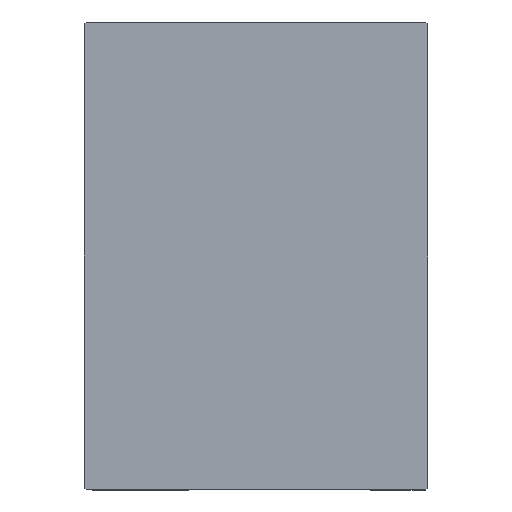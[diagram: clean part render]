
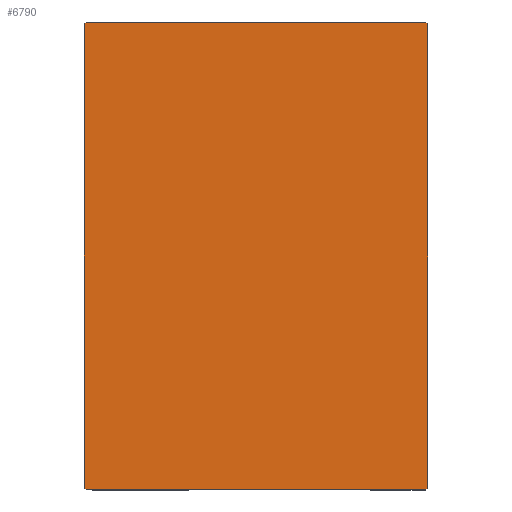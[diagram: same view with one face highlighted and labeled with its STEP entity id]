
A CAD part, left-side view. The second image highlights one B-rep face of the part: STEP entity #6790.
In plain terms, the highlighted face is planar.
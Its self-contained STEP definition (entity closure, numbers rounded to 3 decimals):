
#1485 = VECTOR ( 'NONE', #5135, 1000. ) ;
#1609 = CARTESIAN_POINT ( 'NONE',  ( 105., -27.2, -37.5 ) ) ;
#2181 = VERTEX_POINT ( 'NONE', #20481 ) ;
#2888 = DIRECTION ( 'NONE',  ( 0., -0.707, 0.707 ) ) ;
#3347 = EDGE_CURVE ( 'NONE', #2181, #38150, #26918, .T. ) ;
#3427 = LINE ( 'NONE', #42424, #15208 ) ;
#4521 = DIRECTION ( 'NONE',  ( 0., 1., 0. ) ) ;
#4913 = LINE ( 'NONE', #18410, #21498 ) ;
#5135 = DIRECTION ( 'NONE',  ( 0., -1., 0. ) ) ;
#6081 = ORIENTED_EDGE ( 'NONE', *, *, #32148, .T. ) ;
#6581 = LINE ( 'NONE', #39892, #28453 ) ;
#6790 = ADVANCED_FACE ( 'NONE', ( #7589 ), #20861, .T. ) ;
#7491 = ORIENTED_EDGE ( 'NONE', *, *, #23420, .T. ) ;
#7589 = FACE_OUTER_BOUND ( 'NONE', #23449, .T. ) ;
#8686 = CARTESIAN_POINT ( 'NONE',  ( 105., 27.5, 37.2 ) ) ;
#9710 = CARTESIAN_POINT ( 'NONE',  ( 105., -27.5, -37.2 ) ) ;
#9952 = DIRECTION ( 'NONE',  ( 0., 0.707, 0.707 ) ) ;
#10486 = VERTEX_POINT ( 'NONE', #1609 ) ;
#10629 = AXIS2_PLACEMENT_3D ( 'NONE', #30270, #17599, #17173 ) ;
#11142 = VECTOR ( 'NONE', #42079, 1000. ) ;
#11356 = VERTEX_POINT ( 'NONE', #27246 ) ;
#13807 = VERTEX_POINT ( 'NONE', #40693 ) ;
#15208 = VECTOR ( 'NONE', #9952, 1000. ) ;
#16528 = ORIENTED_EDGE ( 'NONE', *, *, #3347, .T. ) ;
#17173 = DIRECTION ( 'NONE',  ( 0., 0., -1. ) ) ;
#17333 = CARTESIAN_POINT ( 'NONE',  ( 105., 27.5, -37.5 ) ) ;
#17599 = DIRECTION ( 'NONE',  ( 1., 0., 0. ) ) ;
#18410 = CARTESIAN_POINT ( 'NONE',  ( 105., -32.35, 32.35 ) ) ;
#18774 = CARTESIAN_POINT ( 'NONE',  ( 105., -27.5, 37.5 ) ) ;
#20120 = CARTESIAN_POINT ( 'NONE',  ( 105., -27.2, 37.5 ) ) ;
#20312 = ORIENTED_EDGE ( 'NONE', *, *, #35188, .T. ) ;
#20481 = CARTESIAN_POINT ( 'NONE',  ( 105., 27.5, -37.2 ) ) ;
#20838 = VECTOR ( 'NONE', #23883, 1000. ) ;
#20861 = PLANE ( 'NONE',  #10629 ) ;
#21493 = CARTESIAN_POINT ( 'NONE',  ( 105., -27.5, -37.5 ) ) ;
#21498 = VECTOR ( 'NONE', #31934, 1000. ) ;
#21706 = VECTOR ( 'NONE', #33911, 1000. ) ;
#23357 = ORIENTED_EDGE ( 'NONE', *, *, #31585, .T. ) ;
#23420 = EDGE_CURVE ( 'NONE', #24799, #2181, #3427, .T. ) ;
#23449 = EDGE_LOOP ( 'NONE', ( #6081, #7491, #16528, #35163, #20312, #42005, #23357, #35970 ) ) ;
#23664 = CARTESIAN_POINT ( 'NONE',  ( 105., -32.35, -32.35 ) ) ;
#23785 = EDGE_CURVE ( 'NONE', #38150, #13807, #6581, .T. ) ;
#23883 = DIRECTION ( 'NONE',  ( 0., 0.707, -0.707 ) ) ;
#24415 = VERTEX_POINT ( 'NONE', #20120 ) ;
#24799 = VERTEX_POINT ( 'NONE', #35112 ) ;
#25151 = CARTESIAN_POINT ( 'NONE',  ( 105., 27.5, 37.5 ) ) ;
#26480 = EDGE_CURVE ( 'NONE', #27484, #10486, #40859, .T. ) ;
#26918 = LINE ( 'NONE', #17333, #21706 ) ;
#27246 = CARTESIAN_POINT ( 'NONE',  ( 105., -27.5, 37.2 ) ) ;
#27379 = LINE ( 'NONE', #21493, #29229 ) ;
#27484 = VERTEX_POINT ( 'NONE', #9710 ) ;
#28453 = VECTOR ( 'NONE', #2888, 1000. ) ;
#29007 = EDGE_CURVE ( 'NONE', #24415, #11356, #4913, .T. ) ;
#29229 = VECTOR ( 'NONE', #4521, 1000. ) ;
#30270 = CARTESIAN_POINT ( 'NONE',  ( 105., 0., 0. ) ) ;
#31585 = EDGE_CURVE ( 'NONE', #11356, #27484, #38823, .T. ) ;
#31934 = DIRECTION ( 'NONE',  ( 0., -0.707, -0.707 ) ) ;
#32148 = EDGE_CURVE ( 'NONE', #10486, #24799, #27379, .T. ) ;
#33911 = DIRECTION ( 'NONE',  ( 0., 0., 1. ) ) ;
#34980 = LINE ( 'NONE', #25151, #1485 ) ;
#35112 = CARTESIAN_POINT ( 'NONE',  ( 105., 27.2, -37.5 ) ) ;
#35163 = ORIENTED_EDGE ( 'NONE', *, *, #23785, .T. ) ;
#35188 = EDGE_CURVE ( 'NONE', #13807, #24415, #34980, .T. ) ;
#35970 = ORIENTED_EDGE ( 'NONE', *, *, #26480, .T. ) ;
#38150 = VERTEX_POINT ( 'NONE', #8686 ) ;
#38823 = LINE ( 'NONE', #18774, #11142 ) ;
#39892 = CARTESIAN_POINT ( 'NONE',  ( 105., 32.35, 32.35 ) ) ;
#40693 = CARTESIAN_POINT ( 'NONE',  ( 105., 27.2, 37.5 ) ) ;
#40859 = LINE ( 'NONE', #23664, #20838 ) ;
#42005 = ORIENTED_EDGE ( 'NONE', *, *, #29007, .T. ) ;
#42079 = DIRECTION ( 'NONE',  ( 0., 0., -1. ) ) ;
#42424 = CARTESIAN_POINT ( 'NONE',  ( 105., 32.35, -32.35 ) ) ;
